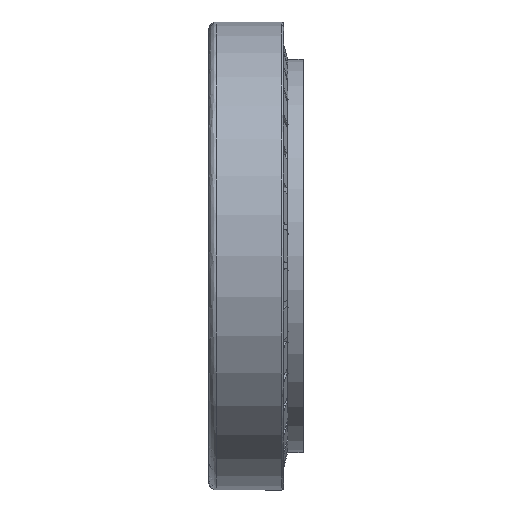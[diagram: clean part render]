
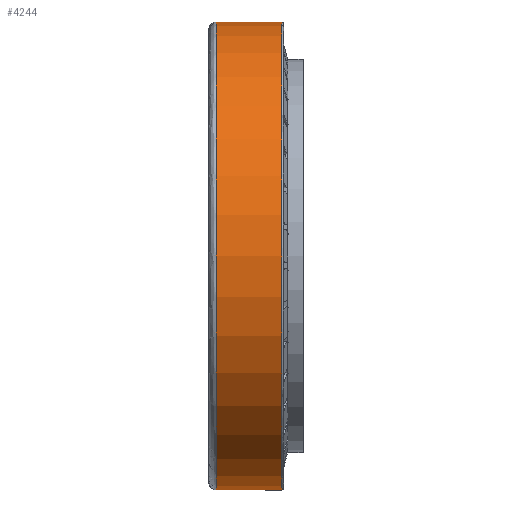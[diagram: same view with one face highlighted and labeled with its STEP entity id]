
A CAD part, front view. The second image highlights one B-rep face of the part: STEP entity #4244.
In plain terms, the highlighted cylindrical face has radius 47.229 mm (diameter 94.458 mm), a partial arc.
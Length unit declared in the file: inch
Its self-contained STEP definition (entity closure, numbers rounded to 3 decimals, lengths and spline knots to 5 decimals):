
#112 = DIRECTION ( 'NONE',  ( 0., 0., 1. ) ) ;
#115 = DIRECTION ( 'NONE',  ( -1., 0., 0. ) ) ;
#116 = CARTESIAN_POINT ( 'NONE',  ( 0.3194, 0., 0. ) ) ;
#362 = CARTESIAN_POINT ( 'NONE',  ( 0.3194, 0., -1.8594 ) ) ;
#368 = VERTEX_POINT ( 'NONE', #2675 ) ;
#381 = VERTEX_POINT ( 'NONE', #2646 ) ;
#393 = VERTEX_POINT ( 'NONE', #2635 ) ;
#527 = DIRECTION ( 'NONE',  ( -1., 0., 0. ) ) ;
#649 = EDGE_LOOP ( 'NONE', ( #1929, #1928, #1926, #1927 ) ) ;
#815 = DIRECTION ( 'NONE',  ( -1., 0., 0. ) ) ;
#819 = CARTESIAN_POINT ( 'NONE',  ( 0.3194, 0., 1.8594 ) ) ;
#845 = CARTESIAN_POINT ( 'NONE',  ( 0.06, 0., 0. ) ) ;
#846 = DIRECTION ( 'NONE',  ( -1., 0., 0. ) ) ;
#847 = DIRECTION ( 'NONE',  ( 0., 0., 1. ) ) ;
#1926 = ORIENTED_EDGE ( 'NONE', *, *, #3864, .T. ) ;
#1927 = ORIENTED_EDGE ( 'NONE', *, *, #3872, .F. ) ;
#1928 = ORIENTED_EDGE ( 'NONE', *, *, #3850, .F. ) ;
#1929 = ORIENTED_EDGE ( 'NONE', *, *, #3651, .F. ) ;
#2635 = CARTESIAN_POINT ( 'NONE',  ( 0.5788, 0., -1.8594 ) ) ;
#2646 = CARTESIAN_POINT ( 'NONE',  ( 0.06, 0., -1.8594 ) ) ;
#2675 = CARTESIAN_POINT ( 'NONE',  ( 0.06, 0., 1.8594 ) ) ;
#2723 = CARTESIAN_POINT ( 'NONE',  ( 0.5788, 0., 1.8594 ) ) ;
#2968 = CYLINDRICAL_SURFACE ( 'NONE', #3831, 1.8594 ) ;
#3511 = VERTEX_POINT ( 'NONE', #2723 ) ;
#3651 = EDGE_CURVE ( 'NONE', #393, #381, #3943, .T. ) ;
#3789 = AXIS2_PLACEMENT_3D ( 'NONE', #4499, #4500, #4501 ) ;
#3806 = AXIS2_PLACEMENT_3D ( 'NONE', #845, #846, #847 ) ;
#3831 = AXIS2_PLACEMENT_3D ( 'NONE', #116, #115, #112 ) ;
#3850 = EDGE_CURVE ( 'NONE', #3511, #393, #3998, .T. ) ;
#3864 = EDGE_CURVE ( 'NONE', #3511, #368, #4011, .T. ) ;
#3872 = EDGE_CURVE ( 'NONE', #381, #368, #4024, .T. ) ;
#3943 = LINE ( 'NONE', #362, #3944 ) ;
#3944 = VECTOR ( 'NONE', #527, 39.37008 ) ;
#3998 = CIRCLE ( 'NONE', #3789, 1.8594 ) ;
#4011 = LINE ( 'NONE', #819, #4016 ) ;
#4016 = VECTOR ( 'NONE', #815, 39.37008 ) ;
#4024 = CIRCLE ( 'NONE', #3806, 1.8594 ) ;
#4077 = FACE_OUTER_BOUND ( 'NONE', #649, .T. ) ;
#4244 = ADVANCED_FACE ( 'NONE', ( #4077 ), #2968, .T. ) ;
#4499 = CARTESIAN_POINT ( 'NONE',  ( 0.5788, 0., 0. ) ) ;
#4500 = DIRECTION ( 'NONE',  ( 1., 0., 0. ) ) ;
#4501 = DIRECTION ( 'NONE',  ( 0., 0., 1. ) ) ;
